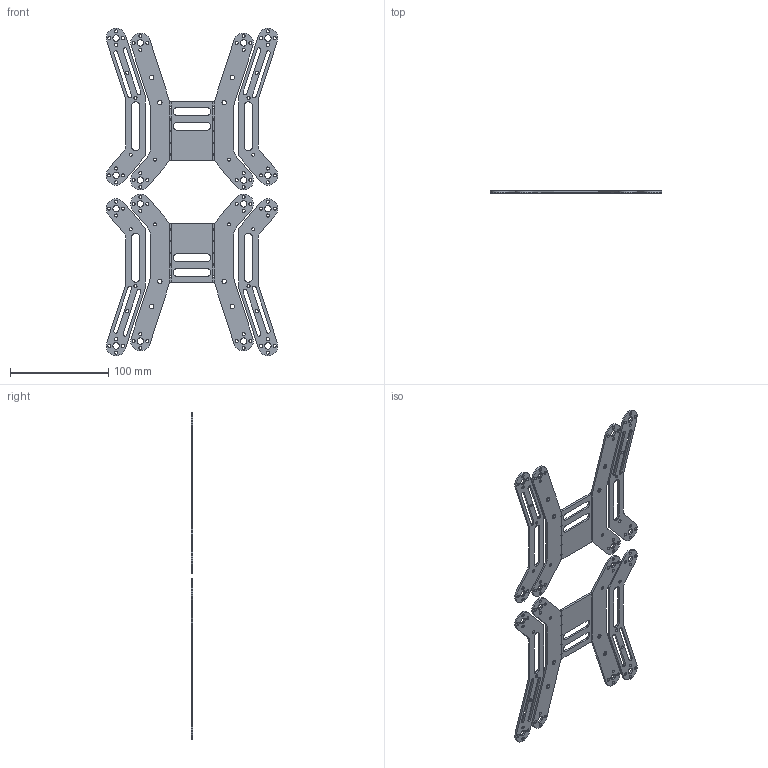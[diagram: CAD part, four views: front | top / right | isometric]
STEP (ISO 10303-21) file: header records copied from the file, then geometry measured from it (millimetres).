
FILE_DESCRIPTION(/* description */ (''),/* implementation_level */ '2;1');
FILE_NAME(/* name */ 'Leg_t2_CAM.stp',/* time_stamp */ '2025-04-27T02:49:33+09:00',/* author */ ('rei_r'),/* organization */ (''),/* preprocessor_version */ 'ST-DEVELOPER v19.2',/* originating_system */ 'Autodesk Inventor 2023',/* authorisation */ '');
FILE_SCHEMA (('AUTOMOTIVE_DESIGN { 1 0 10303 214 3 1 1 }'));
Length unit declared in the file: millimetre
Products named in the file (5): Leg_t2_CAM; knee_joint_2; knee_joint_2_sub; knee_joint_2_MIR; knee_joint_2_sub_MIR
Assembly tree (6 placements, depth 2):
  Leg_t2_CAM
    knee_joint_2
    knee_joint_2_sub  x2
    knee_joint_2_MIR
    knee_joint_2_sub_MIR  x2
Bounding box: 174.91 x 2 x 333.94 mm (x, y, z)
Volume: 52921.3 mm3; surface area: 64470.6 mm2
Topology: 6 solids, 6 shells, 352 faces, 1124 edges, 744 vertices
Faces by surface type: cylinder 196, plane 156
Full cylindrical faces by diameter (mm): 1.5 x20, 3.1 x80, 4.5 x8, 6.5 x16
Entity records: 11000 total; most frequent: DIRECTION 1952, ORIENTED_EDGE 1828, CARTESIAN_POINT 1807, EDGE_CURVE 914, AXIS2_PLACEMENT_3D 749, VERTEX_POINT 604, CIRCLE 460, EDGE_LOOP 454
